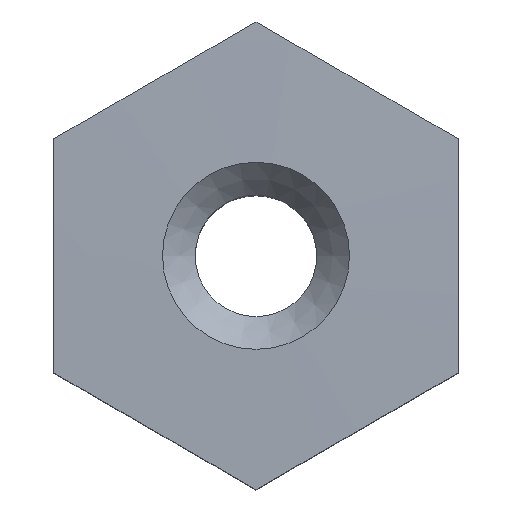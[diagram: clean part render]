
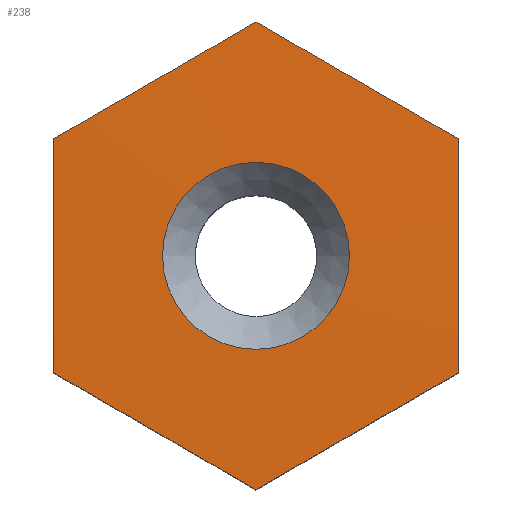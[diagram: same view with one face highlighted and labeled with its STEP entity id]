
A CAD part, top view. The second image highlights one B-rep face of the part: STEP entity #238.
In plain terms, the highlighted spherical face has radius 288 mm.
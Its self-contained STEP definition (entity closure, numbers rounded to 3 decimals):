
#21=SPHERICAL_SURFACE('',#289,288.);
#29=FACE_OUTER_BOUND('',#43,.T.);
#43=EDGE_LOOP('',(#181,#182,#183,#184,#185,#186,#187,#188,#189,#190));
#53=CIRCLE('',#271,287.915);
#55=CIRCLE('',#274,287.915);
#57=CIRCLE('',#277,287.915);
#59=CIRCLE('',#280,287.915);
#62=CIRCLE('',#284,287.915);
#63=CIRCLE('',#285,287.915);
#65=CIRCLE('',#288,287.915);
#66=CIRCLE('',#290,3.232);
#67=CIRCLE('',#291,288.);
#99=VERTEX_POINT('',#399);
#101=VERTEX_POINT('',#403);
#103=VERTEX_POINT('',#408);
#105=VERTEX_POINT('',#414);
#107=VERTEX_POINT('',#420);
#109=VERTEX_POINT('',#426);
#111=VERTEX_POINT('',#431);
#112=VERTEX_POINT('',#438);
#123=EDGE_CURVE('',#101,#99,#53,.T.);
#126=EDGE_CURVE('',#103,#99,#55,.T.);
#129=EDGE_CURVE('',#103,#105,#57,.T.);
#132=EDGE_CURVE('',#105,#107,#59,.T.);
#136=EDGE_CURVE('',#107,#111,#62,.T.);
#137=EDGE_CURVE('',#111,#109,#63,.T.);
#139=EDGE_CURVE('',#109,#101,#65,.T.);
#140=EDGE_CURVE('',#112,#112,#66,.F.);
#141=EDGE_CURVE('',#112,#111,#67,.T.);
#181=ORIENTED_EDGE('',*,*,#140,.F.);
#182=ORIENTED_EDGE('',*,*,#141,.T.);
#183=ORIENTED_EDGE('',*,*,#136,.F.);
#184=ORIENTED_EDGE('',*,*,#132,.F.);
#185=ORIENTED_EDGE('',*,*,#129,.F.);
#186=ORIENTED_EDGE('',*,*,#126,.T.);
#187=ORIENTED_EDGE('',*,*,#123,.F.);
#188=ORIENTED_EDGE('',*,*,#139,.F.);
#189=ORIENTED_EDGE('',*,*,#137,.F.);
#190=ORIENTED_EDGE('',*,*,#141,.F.);
#238=ADVANCED_FACE('',(#29),#21,.T.);
#271=AXIS2_PLACEMENT_3D('',#405,#315,#316);
#274=AXIS2_PLACEMENT_3D('',#411,#322,#323);
#277=AXIS2_PLACEMENT_3D('',#417,#329,#330);
#280=AXIS2_PLACEMENT_3D('',#423,#336,#337);
#284=AXIS2_PLACEMENT_3D('',#432,#345,#346);
#285=AXIS2_PLACEMENT_3D('',#433,#347,#348);
#288=AXIS2_PLACEMENT_3D('',#436,#353,#354);
#289=AXIS2_PLACEMENT_3D('',#437,#355,#356);
#290=AXIS2_PLACEMENT_3D('',#439,#357,#358);
#291=AXIS2_PLACEMENT_3D('',#440,#359,#360);
#315=DIRECTION('center_axis',(0.5,0.866,0.));
#316=DIRECTION('ref_axis',(-0.866,0.5,0.));
#322=DIRECTION('center_axis',(-1.,0.,0.));
#323=DIRECTION('ref_axis',(0.,0.,1.));
#329=DIRECTION('center_axis',(0.5,-0.866,0.));
#330=DIRECTION('ref_axis',(0.866,0.5,0.));
#336=DIRECTION('center_axis',(-0.5,-0.866,0.));
#337=DIRECTION('ref_axis',(0.866,-0.5,0.));
#345=DIRECTION('center_axis',(-1.,0.,0.));
#346=DIRECTION('ref_axis',(0.,0.,1.));
#347=DIRECTION('center_axis',(-1.,0.,0.));
#348=DIRECTION('ref_axis',(0.,0.,1.));
#353=DIRECTION('center_axis',(-0.5,0.866,0.));
#354=DIRECTION('ref_axis',(-0.866,-0.5,0.));
#355=DIRECTION('center_axis',(0.,0.,1.));
#356=DIRECTION('ref_axis',(1.,0.,0.));
#357=DIRECTION('center_axis',(0.,0.,-1.));
#358=DIRECTION('ref_axis',(-1.,0.,0.));
#359=DIRECTION('center_axis',(0.,-1.,0.));
#360=DIRECTION('ref_axis',(-1.,0.,0.));
#399=CARTESIAN_POINT('',(7.,4.041,287.887));
#403=CARTESIAN_POINT('',(0.,8.083,287.887));
#405=CARTESIAN_POINT('Origin',(3.5,6.062,0.));
#408=CARTESIAN_POINT('',(7.,-4.041,287.887));
#411=CARTESIAN_POINT('Origin',(7.,0.,0.));
#414=CARTESIAN_POINT('',(0.,-8.083,287.887));
#417=CARTESIAN_POINT('Origin',(3.5,-6.062,0.));
#420=CARTESIAN_POINT('',(-7.,-4.041,287.887));
#423=CARTESIAN_POINT('Origin',(-3.5,-6.062,0.));
#426=CARTESIAN_POINT('',(-7.,4.041,287.887));
#431=CARTESIAN_POINT('',(-7.,0.,287.915));
#432=CARTESIAN_POINT('Origin',(-7.,0.,0.));
#433=CARTESIAN_POINT('Origin',(-7.,0.,0.));
#436=CARTESIAN_POINT('Origin',(-3.5,6.062,0.));
#437=CARTESIAN_POINT('Origin',(0.,0.,0.));
#438=CARTESIAN_POINT('',(-3.232,0.,287.982));
#439=CARTESIAN_POINT('Origin',(0.,0.,287.982));
#440=CARTESIAN_POINT('Origin',(0.,0.,0.));
